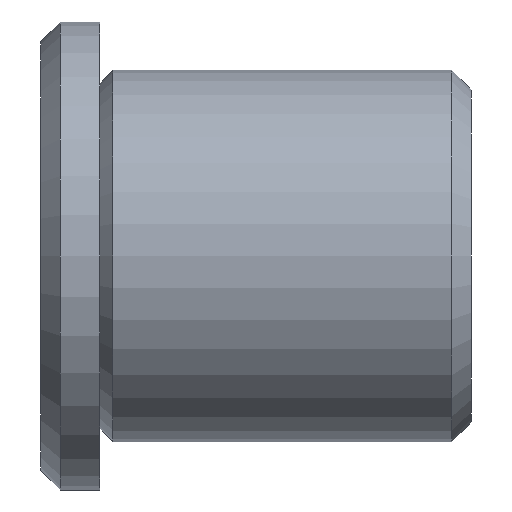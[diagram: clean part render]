
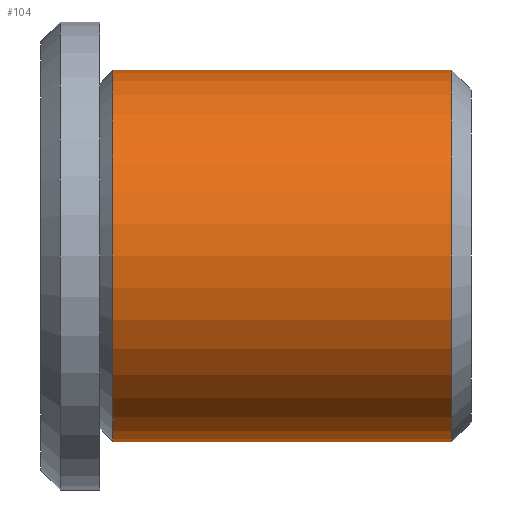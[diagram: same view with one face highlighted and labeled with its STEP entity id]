
A CAD part, left-side view. The second image highlights one B-rep face of the part: STEP entity #104.
In plain terms, the highlighted cylindrical face has radius 4.763 mm (diameter 9.525 mm), a partial arc.
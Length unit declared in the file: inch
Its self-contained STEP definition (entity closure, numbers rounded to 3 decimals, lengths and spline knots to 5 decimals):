
#8 = DIRECTION ( 'NONE',  ( 0., 1., 0. ) ) ;
#13 = VECTOR ( 'NONE', #493, 39.37008 ) ;
#38 = FACE_OUTER_BOUND ( 'NONE', #44, .T. ) ;
#44 = EDGE_LOOP ( 'NONE', ( #48, #101, #203, #98 ) ) ;
#45 = CARTESIAN_POINT ( 'NONE',  ( 0., -0.1975, -0.1875 ) ) ;
#48 = ORIENTED_EDGE ( 'NONE', *, *, #425, .F. ) ;
#57 = VECTOR ( 'NONE', #8, 39.37008 ) ;
#61 = CARTESIAN_POINT ( 'NONE',  ( 0., 0.1445, -0.1875 ) ) ;
#66 = VERTEX_POINT ( 'NONE', #314 ) ;
#90 = AXIS2_PLACEMENT_3D ( 'NONE', #175, #338, #265 ) ;
#95 = CARTESIAN_POINT ( 'NONE',  ( 0., 0.1445, 0. ) ) ;
#98 = ORIENTED_EDGE ( 'NONE', *, *, #281, .F. ) ;
#101 = ORIENTED_EDGE ( 'NONE', *, *, #431, .T. ) ;
#104 = ADVANCED_FACE ( 'NONE', ( #38 ), #191, .T. ) ;
#175 = CARTESIAN_POINT ( 'NONE',  ( 0., -0.1975, 0. ) ) ;
#179 = LINE ( 'NONE', #420, #13 ) ;
#191 = CYLINDRICAL_SURFACE ( 'NONE', #279, 0.1875 ) ;
#203 = ORIENTED_EDGE ( 'NONE', *, *, #368, .T. ) ;
#254 = CIRCLE ( 'NONE', #90, 0.1875 ) ;
#265 = DIRECTION ( 'NONE',  ( 0., 0., 1. ) ) ;
#279 = AXIS2_PLACEMENT_3D ( 'NONE', #459, #401, #355 ) ;
#281 = EDGE_CURVE ( 'NONE', #406, #66, #408, .T. ) ;
#314 = CARTESIAN_POINT ( 'NONE',  ( 0., 0.1445, 0.1875 ) ) ;
#324 = DIRECTION ( 'NONE',  ( 0., 1., 0. ) ) ;
#338 = DIRECTION ( 'NONE',  ( 0., 1., 0. ) ) ;
#353 = VERTEX_POINT ( 'NONE', #45 ) ;
#355 = DIRECTION ( 'NONE',  ( 0., 0., 1. ) ) ;
#360 = LINE ( 'NONE', #361, #57 ) ;
#361 = CARTESIAN_POINT ( 'NONE',  ( 0., 0.2175, 0.1875 ) ) ;
#368 = EDGE_CURVE ( 'NONE', #484, #66, #360, .T. ) ;
#401 = DIRECTION ( 'NONE',  ( 0., 1., 0. ) ) ;
#406 = VERTEX_POINT ( 'NONE', #61 ) ;
#408 = CIRCLE ( 'NONE', #468, 0.1875 ) ;
#420 = CARTESIAN_POINT ( 'NONE',  ( 0., 0.2175, -0.1875 ) ) ;
#425 = EDGE_CURVE ( 'NONE', #353, #406, #179, .T. ) ;
#431 = EDGE_CURVE ( 'NONE', #353, #484, #254, .T. ) ;
#459 = CARTESIAN_POINT ( 'NONE',  ( 0., 0.2175, 0. ) ) ;
#468 = AXIS2_PLACEMENT_3D ( 'NONE', #95, #324, #478 ) ;
#478 = DIRECTION ( 'NONE',  ( 0., 0., 1. ) ) ;
#484 = VERTEX_POINT ( 'NONE', #485 ) ;
#485 = CARTESIAN_POINT ( 'NONE',  ( 0., -0.1975, 0.1875 ) ) ;
#493 = DIRECTION ( 'NONE',  ( 0., 1., 0. ) ) ;
